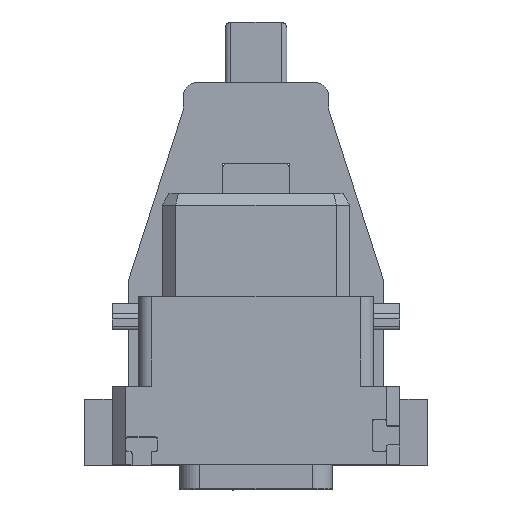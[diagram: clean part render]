
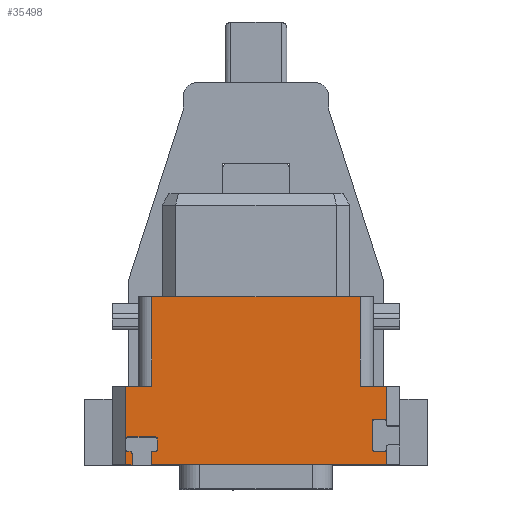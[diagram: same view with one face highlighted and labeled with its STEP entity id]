
A CAD part, top view. The second image highlights one B-rep face of the part: STEP entity #35498.
In plain terms, the highlighted planar face has unit normal (0, 0, 1).
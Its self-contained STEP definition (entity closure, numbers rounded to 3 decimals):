
#406=DIRECTION('',(-1.,0.,0.));
#407=VECTOR('',#406,15.8);
#408=CARTESIAN_POINT('',(7.9,12.75,9.9));
#409=LINE('',#408,#407);
#625=CARTESIAN_POINT('',(9.75,3.275,9.9));
#626=DIRECTION('',(0.,0.,1.));
#627=DIRECTION('',(1.,0.,0.));
#628=AXIS2_PLACEMENT_3D('',#625,#626,#627);
#630=DIRECTION('',(-1.,0.,0.));
#631=VECTOR('',#630,0.8);
#632=CARTESIAN_POINT('',(9.75,3.425,9.9));
#633=LINE('',#632,#631);
#634=CARTESIAN_POINT('',(8.95,3.275,9.9));
#635=DIRECTION('',(0.,0.,1.));
#636=DIRECTION('',(0.,1.,0.));
#637=AXIS2_PLACEMENT_3D('',#634,#635,#636);
#639=DIRECTION('',(0.,-1.,0.));
#640=VECTOR('',#639,2.1);
#641=CARTESIAN_POINT('',(8.8,3.275,9.9));
#642=LINE('',#641,#640);
#643=CARTESIAN_POINT('',(8.95,1.175,9.9));
#644=DIRECTION('',(0.,0.,1.));
#645=DIRECTION('',(-1.,0.,0.));
#646=AXIS2_PLACEMENT_3D('',#643,#644,#645);
#648=DIRECTION('',(1.,0.,0.));
#649=VECTOR('',#648,0.8);
#650=CARTESIAN_POINT('',(8.95,1.025,9.9));
#651=LINE('',#650,#649);
#652=CARTESIAN_POINT('',(9.75,1.175,9.9));
#653=DIRECTION('',(0.,0.,1.));
#654=DIRECTION('',(0.,-1.,0.));
#655=AXIS2_PLACEMENT_3D('',#652,#653,#654);
#657=DIRECTION('',(0.,1.,0.));
#658=VECTOR('',#657,1.175);
#659=CARTESIAN_POINT('',(9.9,0.,9.9));
#660=LINE('',#659,#658);
#661=DIRECTION('',(0.,1.,0.));
#662=VECTOR('',#661,0.85);
#663=CARTESIAN_POINT('',(-7.95,0.,9.9));
#664=LINE('',#663,#662);
#665=CARTESIAN_POINT('',(-7.8,0.85,9.9));
#666=DIRECTION('',(0.,0.,1.));
#667=DIRECTION('',(0.,1.,0.));
#668=AXIS2_PLACEMENT_3D('',#665,#666,#667);
#670=DIRECTION('',(1.,0.,0.));
#671=VECTOR('',#670,0.175);
#672=CARTESIAN_POINT('',(-7.8,1.,9.9));
#673=LINE('',#672,#671);
#674=CARTESIAN_POINT('',(-7.625,1.15,9.9));
#675=DIRECTION('',(0.,0.,1.));
#676=DIRECTION('',(0.,-1.,0.));
#677=AXIS2_PLACEMENT_3D('',#674,#675,#676);
#679=DIRECTION('',(0.,1.,0.));
#680=VECTOR('',#679,0.8);
#681=CARTESIAN_POINT('',(-7.475,1.15,9.9));
#682=LINE('',#681,#680);
#683=CARTESIAN_POINT('',(-7.625,1.95,9.9));
#684=DIRECTION('',(0.,0.,1.));
#685=DIRECTION('',(1.,0.,0.));
#686=AXIS2_PLACEMENT_3D('',#683,#684,#685);
#688=DIRECTION('',(-1.,0.,0.));
#689=VECTOR('',#688,2.1);
#690=CARTESIAN_POINT('',(-7.625,2.1,9.9));
#691=LINE('',#690,#689);
#692=CARTESIAN_POINT('',(-9.725,1.95,9.9));
#693=DIRECTION('',(0.,0.,1.));
#694=DIRECTION('',(0.,1.,0.));
#695=AXIS2_PLACEMENT_3D('',#692,#693,#694);
#697=DIRECTION('',(0.,-1.,0.));
#698=VECTOR('',#697,0.8);
#699=CARTESIAN_POINT('',(-9.875,1.95,9.9));
#700=LINE('',#699,#698);
#701=CARTESIAN_POINT('',(-9.725,1.15,9.9));
#702=DIRECTION('',(0.,0.,1.));
#703=DIRECTION('',(-1.,0.,0.));
#704=AXIS2_PLACEMENT_3D('',#701,#702,#703);
#706=DIRECTION('',(1.,0.,0.));
#707=VECTOR('',#706,0.175);
#708=CARTESIAN_POINT('',(-9.725,1.,9.9));
#709=LINE('',#708,#707);
#710=CARTESIAN_POINT('',(-9.55,0.85,9.9));
#711=DIRECTION('',(0.,0.,1.));
#712=DIRECTION('',(1.,0.,0.));
#713=AXIS2_PLACEMENT_3D('',#710,#711,#712);
#715=DIRECTION('',(0.,1.,0.));
#716=VECTOR('',#715,0.85);
#717=CARTESIAN_POINT('',(-9.4,0.,9.9));
#718=LINE('',#717,#716);
#719=DIRECTION('',(0.,-1.,0.));
#720=VECTOR('',#719,5.95);
#721=CARTESIAN_POINT('',(-9.9,5.95,9.9));
#722=LINE('',#721,#720);
#723=DIRECTION('',(0.,-1.,0.));
#724=VECTOR('',#723,6.8);
#725=CARTESIAN_POINT('',(-7.9,12.75,9.9));
#726=LINE('',#725,#724);
#727=DIRECTION('',(0.,1.,0.));
#728=VECTOR('',#727,6.8);
#729=CARTESIAN_POINT('',(7.9,5.95,9.9));
#730=LINE('',#729,#728);
#731=DIRECTION('',(0.,1.,0.));
#732=VECTOR('',#731,2.675);
#733=CARTESIAN_POINT('',(9.9,3.275,9.9));
#734=LINE('',#733,#732);
#751=DIRECTION('',(-1.,0.,0.));
#752=VECTOR('',#751,2.);
#753=CARTESIAN_POINT('',(9.9,5.95,9.9));
#754=LINE('',#753,#752);
#943=DIRECTION('',(1.,0.,0.));
#944=VECTOR('',#943,0.5);
#945=CARTESIAN_POINT('',(-9.9,0.,9.9));
#946=LINE('',#945,#944);
#959=DIRECTION('',(1.,0.,0.));
#960=VECTOR('',#959,17.85);
#961=CARTESIAN_POINT('',(-7.95,0.,9.9));
#962=LINE('',#961,#960);
#7292=DIRECTION('',(-1.,0.,0.));
#7293=VECTOR('',#7292,2.);
#7294=CARTESIAN_POINT('',(-7.9,5.95,9.9));
#7295=LINE('',#7294,#7293);
#31133=CARTESIAN_POINT('',(-7.95,0.,9.9));
#31134=VERTEX_POINT('',#31133);
#31135=CARTESIAN_POINT('',(-9.4,0.,9.9));
#31136=VERTEX_POINT('',#31135);
#31137=CARTESIAN_POINT('',(9.9,3.275,9.9));
#31138=CARTESIAN_POINT('',(9.75,3.425,9.9));
#31139=VERTEX_POINT('',#31137);
#31140=VERTEX_POINT('',#31138);
#31141=CARTESIAN_POINT('',(8.95,3.425,9.9));
#31142=VERTEX_POINT('',#31141);
#31143=CARTESIAN_POINT('',(8.8,3.275,9.9));
#31144=VERTEX_POINT('',#31143);
#31145=CARTESIAN_POINT('',(8.8,1.175,9.9));
#31146=VERTEX_POINT('',#31145);
#31147=CARTESIAN_POINT('',(8.95,1.025,9.9));
#31148=VERTEX_POINT('',#31147);
#31149=CARTESIAN_POINT('',(9.75,1.025,9.9));
#31150=VERTEX_POINT('',#31149);
#31151=CARTESIAN_POINT('',(9.9,1.175,9.9));
#31152=VERTEX_POINT('',#31151);
#31153=CARTESIAN_POINT('',(-7.95,0.85,9.9));
#31154=VERTEX_POINT('',#31153);
#31155=CARTESIAN_POINT('',(-7.8,1.,9.9));
#31156=VERTEX_POINT('',#31155);
#31157=CARTESIAN_POINT('',(-7.625,1.,9.9));
#31158=VERTEX_POINT('',#31157);
#31159=CARTESIAN_POINT('',(-7.475,1.15,9.9));
#31160=VERTEX_POINT('',#31159);
#31161=CARTESIAN_POINT('',(-7.475,1.95,9.9));
#31162=VERTEX_POINT('',#31161);
#31163=CARTESIAN_POINT('',(-7.625,2.1,9.9));
#31164=VERTEX_POINT('',#31163);
#31165=CARTESIAN_POINT('',(-9.725,2.1,9.9));
#31166=VERTEX_POINT('',#31165);
#31167=CARTESIAN_POINT('',(-9.875,1.95,9.9));
#31168=VERTEX_POINT('',#31167);
#31169=CARTESIAN_POINT('',(-9.875,1.15,9.9));
#31170=VERTEX_POINT('',#31169);
#31171=CARTESIAN_POINT('',(-9.725,1.,9.9));
#31172=VERTEX_POINT('',#31171);
#31173=CARTESIAN_POINT('',(-9.55,1.,9.9));
#31174=VERTEX_POINT('',#31173);
#31175=CARTESIAN_POINT('',(-9.4,0.85,9.9));
#31176=VERTEX_POINT('',#31175);
#31181=CARTESIAN_POINT('',(7.9,12.75,9.9));
#31183=VERTEX_POINT('',#31181);
#31187=CARTESIAN_POINT('',(7.9,5.95,9.9));
#31188=VERTEX_POINT('',#31187);
#31193=CARTESIAN_POINT('',(-7.9,12.75,9.9));
#31194=VERTEX_POINT('',#31193);
#31195=CARTESIAN_POINT('',(-7.9,5.95,9.9));
#31196=VERTEX_POINT('',#31195);
#31201=CARTESIAN_POINT('',(9.9,5.95,9.9));
#31203=VERTEX_POINT('',#31201);
#31216=CARTESIAN_POINT('',(9.9,0.,9.9));
#31217=VERTEX_POINT('',#31216);
#31218=CARTESIAN_POINT('',(-9.9,0.,9.9));
#31220=VERTEX_POINT('',#31218);
#31224=CARTESIAN_POINT('',(-9.9,5.95,9.9));
#31225=VERTEX_POINT('',#31224);
#35434=CARTESIAN_POINT('',(10.9,12.75,9.9));
#35435=DIRECTION('',(0.,0.,1.));
#35436=DIRECTION('',(-1.,0.,0.));
#35437=AXIS2_PLACEMENT_3D('',#35434,#35435,#35436);
#35438=PLANE('',#35437);
#35440=ORIENTED_EDGE('',*,*,#35439,.T.);
#35442=ORIENTED_EDGE('',*,*,#35441,.T.);
#35444=ORIENTED_EDGE('',*,*,#35443,.T.);
#35446=ORIENTED_EDGE('',*,*,#35445,.T.);
#35448=ORIENTED_EDGE('',*,*,#35447,.T.);
#35450=ORIENTED_EDGE('',*,*,#35449,.T.);
#35452=ORIENTED_EDGE('',*,*,#35451,.T.);
#35454=ORIENTED_EDGE('',*,*,#35453,.F.);
#35456=ORIENTED_EDGE('',*,*,#35455,.F.);
#35458=ORIENTED_EDGE('',*,*,#35457,.T.);
#35460=ORIENTED_EDGE('',*,*,#35459,.F.);
#35462=ORIENTED_EDGE('',*,*,#35461,.T.);
#35464=ORIENTED_EDGE('',*,*,#35463,.T.);
#35466=ORIENTED_EDGE('',*,*,#35465,.T.);
#35468=ORIENTED_EDGE('',*,*,#35467,.T.);
#35470=ORIENTED_EDGE('',*,*,#35469,.T.);
#35472=ORIENTED_EDGE('',*,*,#35471,.T.);
#35474=ORIENTED_EDGE('',*,*,#35473,.T.);
#35476=ORIENTED_EDGE('',*,*,#35475,.T.);
#35478=ORIENTED_EDGE('',*,*,#35477,.T.);
#35480=ORIENTED_EDGE('',*,*,#35479,.F.);
#35482=ORIENTED_EDGE('',*,*,#35481,.F.);
#35484=ORIENTED_EDGE('',*,*,#35483,.F.);
#35486=ORIENTED_EDGE('',*,*,#35485,.F.);
#35488=ORIENTED_EDGE('',*,*,#35487,.F.);
#35489=ORIENTED_EDGE('',*,*,#35427,.F.);
#35490=ORIENTED_EDGE('',*,*,#35172,.F.);
#35491=ORIENTED_EDGE('',*,*,#35213,.F.);
#35493=ORIENTED_EDGE('',*,*,#35492,.F.);
#35495=ORIENTED_EDGE('',*,*,#35494,.F.);
#35496=EDGE_LOOP('',(#35440,#35442,#35444,#35446,#35448,#35450,#35452,#35454,
#35456,#35458,#35460,#35462,#35464,#35466,#35468,#35470,#35472,#35474,#35476,
#35478,#35480,#35482,#35484,#35486,#35488,#35489,#35490,#35491,#35493,#35495));
#35497=FACE_OUTER_BOUND('',#35496,.F.);
#35498=ADVANCED_FACE('',(#35497),#35438,.T.);
#629=CIRCLE('',#628,0.15);
#638=CIRCLE('',#637,0.15);
#647=CIRCLE('',#646,0.15);
#656=CIRCLE('',#655,0.15);
#669=CIRCLE('',#668,0.15);
#678=CIRCLE('',#677,0.15);
#687=CIRCLE('',#686,0.15);
#696=CIRCLE('',#695,0.15);
#705=CIRCLE('',#704,0.15);
#714=CIRCLE('',#713,0.15);
#35172=EDGE_CURVE('',#31183,#31194,#409,.T.);
#35213=EDGE_CURVE('',#31188,#31183,#730,.T.);
#35427=EDGE_CURVE('',#31194,#31196,#726,.T.);
#35439=EDGE_CURVE('',#31139,#31140,#629,.T.);
#35441=EDGE_CURVE('',#31140,#31142,#633,.T.);
#35443=EDGE_CURVE('',#31142,#31144,#638,.T.);
#35445=EDGE_CURVE('',#31144,#31146,#642,.T.);
#35447=EDGE_CURVE('',#31146,#31148,#647,.T.);
#35449=EDGE_CURVE('',#31148,#31150,#651,.T.);
#35451=EDGE_CURVE('',#31150,#31152,#656,.T.);
#35453=EDGE_CURVE('',#31217,#31152,#660,.T.);
#35455=EDGE_CURVE('',#31134,#31217,#962,.T.);
#35457=EDGE_CURVE('',#31134,#31154,#664,.T.);
#35459=EDGE_CURVE('',#31156,#31154,#669,.T.);
#35461=EDGE_CURVE('',#31156,#31158,#673,.T.);
#35463=EDGE_CURVE('',#31158,#31160,#678,.T.);
#35465=EDGE_CURVE('',#31160,#31162,#682,.T.);
#35467=EDGE_CURVE('',#31162,#31164,#687,.T.);
#35469=EDGE_CURVE('',#31164,#31166,#691,.T.);
#35471=EDGE_CURVE('',#31166,#31168,#696,.T.);
#35473=EDGE_CURVE('',#31168,#31170,#700,.T.);
#35475=EDGE_CURVE('',#31170,#31172,#705,.T.);
#35477=EDGE_CURVE('',#31172,#31174,#709,.T.);
#35479=EDGE_CURVE('',#31176,#31174,#714,.T.);
#35481=EDGE_CURVE('',#31136,#31176,#718,.T.);
#35483=EDGE_CURVE('',#31220,#31136,#946,.T.);
#35485=EDGE_CURVE('',#31225,#31220,#722,.T.);
#35487=EDGE_CURVE('',#31196,#31225,#7295,.T.);
#35492=EDGE_CURVE('',#31203,#31188,#754,.T.);
#35494=EDGE_CURVE('',#31139,#31203,#734,.T.);
